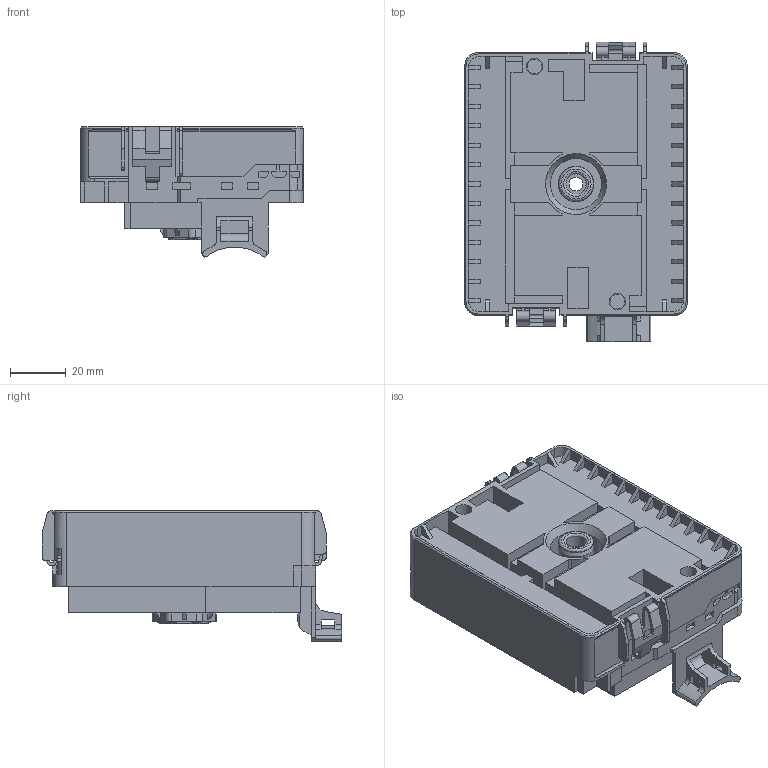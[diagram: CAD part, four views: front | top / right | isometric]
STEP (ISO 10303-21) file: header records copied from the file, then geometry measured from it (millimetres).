
FILE_DESCRIPTION(/* description */ (''),/* implementation_level */ '2;1');
FILE_NAME(/* name */ '13732286-ENV11_01-CONN.stp',/* time_stamp */ '2023-06-19T14:38:19+08:00',/* author */ (''),/* organization */ (''),/* preprocessor_version */ 'ST-DEVELOPER v16',/* originating_system */ 'SIEMENS PLM Software NX 11.0',/* authorisation */ '');
FILE_SCHEMA (('AUTOMOTIVE_DESIGN { 1 0 10303 214 3 1 1 1 }'));
Length unit declared in the file: millimetre
Products named in the file (1): 13732286-ENV11_01-CONN
Bounding box: 80.2 x 107.85 x 47.2 mm (x, y, z)
Volume: 212805.7 mm3; surface area: 45221.1 mm2
Topology: 1 solids, 1 shells, 652 faces, 1852 edges, 1213 vertices
Faces by surface type: plane 553, cylinder 86, cone 9, torus 4
Full cylindrical faces by diameter (mm): 5 x1, 6.2 x1, 7.3 x1, 12.4 x1, 12.8 x1, 18.4 x1
Entity records: 20899 total; most frequent: CARTESIAN_POINT 3885, ORIENTED_EDGE 3660, DIRECTION 3309, EDGE_CURVE 1830, LINE 1607, VECTOR 1607, VERTEX_POINT 1205, AXIS2_PLACEMENT_3D 851
